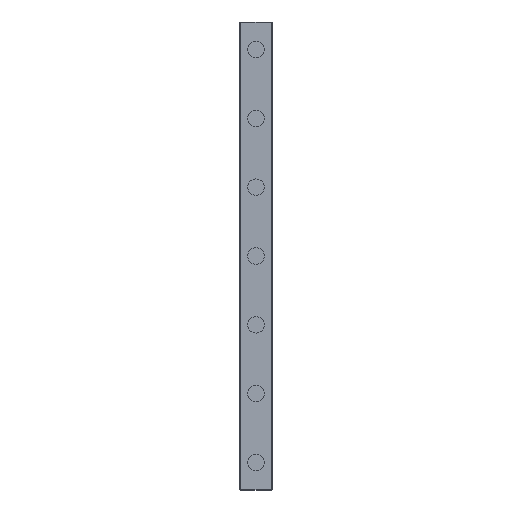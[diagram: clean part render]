
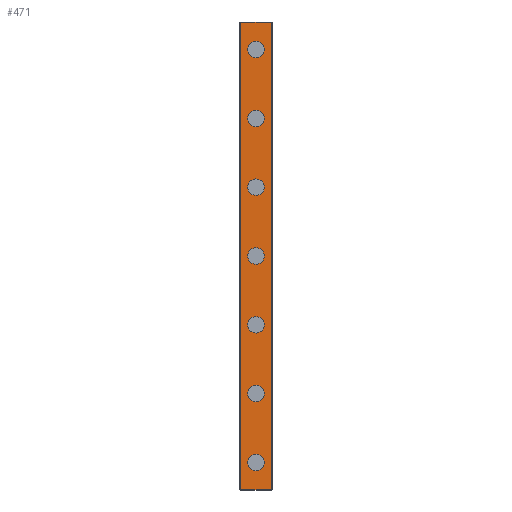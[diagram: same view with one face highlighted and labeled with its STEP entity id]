
A CAD part, top view. The second image highlights one B-rep face of the part: STEP entity #471.
In plain terms, the highlighted planar face has unit normal (0, 0, 1).
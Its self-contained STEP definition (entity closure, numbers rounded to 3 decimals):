
#471=ADVANCED_FACE('',(#967,#968,#969,#970,#971,#972,#973,#974),#975,.T.);
#967=FACE_BOUND('',#1474,.T.);
#968=FACE_BOUND('',#1475,.T.);
#969=FACE_BOUND('',#1476,.T.);
#970=FACE_BOUND('',#1477,.T.);
#971=FACE_BOUND('',#1478,.T.);
#972=FACE_BOUND('',#1479,.T.);
#973=FACE_BOUND('',#1480,.T.);
#974=FACE_OUTER_BOUND('',#1481,.T.);
#975=PLANE('',#1482);
#1474=EDGE_LOOP('',(#2817,#2818));
#1475=EDGE_LOOP('',(#2819,#2820));
#1476=EDGE_LOOP('',(#2821,#2822));
#1477=EDGE_LOOP('',(#2823,#2824));
#1478=EDGE_LOOP('',(#2825,#2826));
#1479=EDGE_LOOP('',(#2827,#2828));
#1480=EDGE_LOOP('',(#2829,#2830));
#1481=EDGE_LOOP('',(#2831,#2832,#2833,#2834));
#1482=AXIS2_PLACEMENT_3D('',#2835,#2836,#2837);
#2817=ORIENTED_EDGE('',*,*,#3020,.T.);
#2818=ORIENTED_EDGE('',*,*,#3399,.T.);
#2819=ORIENTED_EDGE('',*,*,#3010,.T.);
#2820=ORIENTED_EDGE('',*,*,#3405,.T.);
#2821=ORIENTED_EDGE('',*,*,#3000,.T.);
#2822=ORIENTED_EDGE('',*,*,#3411,.T.);
#2823=ORIENTED_EDGE('',*,*,#2990,.T.);
#2824=ORIENTED_EDGE('',*,*,#3417,.T.);
#2825=ORIENTED_EDGE('',*,*,#2980,.T.);
#2826=ORIENTED_EDGE('',*,*,#3423,.T.);
#2827=ORIENTED_EDGE('',*,*,#2970,.T.);
#2828=ORIENTED_EDGE('',*,*,#3429,.T.);
#2829=ORIENTED_EDGE('',*,*,#2960,.T.);
#2830=ORIENTED_EDGE('',*,*,#3435,.T.);
#2831=ORIENTED_EDGE('',*,*,#3384,.T.);
#2832=ORIENTED_EDGE('',*,*,#3469,.F.);
#2833=ORIENTED_EDGE('',*,*,#3270,.T.);
#2834=ORIENTED_EDGE('',*,*,#3467,.T.);
#2835=CARTESIAN_POINT('',(0.0,170.0,8.0));
#2836=DIRECTION('',(0.0,0.0,1.0));
#2837=DIRECTION('',(-1.0,0.0,0.0));
#2960=EDGE_CURVE('',#3526,#3523,#3527,.T.);
#2970=EDGE_CURVE('',#3544,#3541,#3545,.T.);
#2980=EDGE_CURVE('',#3562,#3559,#3563,.T.);
#2990=EDGE_CURVE('',#3580,#3577,#3581,.T.);
#3000=EDGE_CURVE('',#3598,#3595,#3599,.T.);
#3010=EDGE_CURVE('',#3616,#3613,#3617,.T.);
#3020=EDGE_CURVE('',#3634,#3631,#3635,.T.);
#3270=EDGE_CURVE('',#4005,#4003,#4006,.T.);
#3384=EDGE_CURVE('',#4186,#4184,#4187,.T.);
#3399=EDGE_CURVE('',#3631,#3634,#4213,.T.);
#3405=EDGE_CURVE('',#3613,#3616,#4219,.T.);
#3411=EDGE_CURVE('',#3595,#3598,#4225,.T.);
#3417=EDGE_CURVE('',#3577,#3580,#4231,.T.);
#3423=EDGE_CURVE('',#3559,#3562,#4237,.T.);
#3429=EDGE_CURVE('',#3541,#3544,#4243,.T.);
#3435=EDGE_CURVE('',#3523,#3526,#4249,.T.);
#3467=EDGE_CURVE('',#4003,#4186,#4281,.T.);
#3469=EDGE_CURVE('',#4005,#4184,#4283,.T.);
#3523=VERTEX_POINT('',#4343);
#3526=VERTEX_POINT('',#4347);
#3527=CIRCLE('',#4348,3.0);
#3541=VERTEX_POINT('',#4365);
#3544=VERTEX_POINT('',#4369);
#3545=CIRCLE('',#4370,3.0);
#3559=VERTEX_POINT('',#4387);
#3562=VERTEX_POINT('',#4391);
#3563=CIRCLE('',#4392,3.0);
#3577=VERTEX_POINT('',#4409);
#3580=VERTEX_POINT('',#4413);
#3581=CIRCLE('',#4414,3.0);
#3595=VERTEX_POINT('',#4431);
#3598=VERTEX_POINT('',#4435);
#3599=CIRCLE('',#4436,3.0);
#3613=VERTEX_POINT('',#4453);
#3616=VERTEX_POINT('',#4457);
#3617=CIRCLE('',#4458,3.0);
#3631=VERTEX_POINT('',#4475);
#3634=VERTEX_POINT('',#4479);
#3635=CIRCLE('',#4480,3.0);
#4003=VERTEX_POINT('',#4984);
#4005=VERTEX_POINT('',#4987);
#4006=LINE('',#4988,#4989);
#4184=VERTEX_POINT('',#5241);
#4186=VERTEX_POINT('',#5244);
#4187=LINE('',#5245,#5246);
#4213=CIRCLE('',#5278,3.0);
#4219=CIRCLE('',#5284,3.0);
#4225=CIRCLE('',#5290,3.0);
#4231=CIRCLE('',#5296,3.0);
#4237=CIRCLE('',#5302,3.0);
#4243=CIRCLE('',#5308,3.0);
#4249=CIRCLE('',#5314,3.0);
#4281=LINE('',#5359,#5360);
#4283=LINE('',#5362,#5363);
#4343=CARTESIAN_POINT('',(3.0,10.0,8.0));
#4347=CARTESIAN_POINT('',(-3.0,10.0,8.0));
#4348=AXIS2_PLACEMENT_3D('',#5425,#5426,#5427);
#4365=CARTESIAN_POINT('',(3.0,35.0,8.0));
#4369=CARTESIAN_POINT('',(-3.0,35.0,8.0));
#4370=AXIS2_PLACEMENT_3D('',#5441,#5442,#5443);
#4387=CARTESIAN_POINT('',(3.0,60.0,8.0));
#4391=CARTESIAN_POINT('',(-3.0,60.0,8.0));
#4392=AXIS2_PLACEMENT_3D('',#5457,#5458,#5459);
#4409=CARTESIAN_POINT('',(3.0,85.0,8.0));
#4413=CARTESIAN_POINT('',(-3.0,85.0,8.0));
#4414=AXIS2_PLACEMENT_3D('',#5473,#5474,#5475);
#4431=CARTESIAN_POINT('',(3.0,110.0,8.0));
#4435=CARTESIAN_POINT('',(-3.0,110.0,8.0));
#4436=AXIS2_PLACEMENT_3D('',#5489,#5490,#5491);
#4453=CARTESIAN_POINT('',(3.0,135.0,8.0));
#4457=CARTESIAN_POINT('',(-3.0,135.0,8.0));
#4458=AXIS2_PLACEMENT_3D('',#5505,#5506,#5507);
#4475=CARTESIAN_POINT('',(3.0,160.0,8.0));
#4479=CARTESIAN_POINT('',(-3.0,160.0,8.0));
#4480=AXIS2_PLACEMENT_3D('',#5521,#5522,#5523);
#4984=CARTESIAN_POINT('',(-5.5,170.0,8.0));
#4987=CARTESIAN_POINT('',(5.5,170.0,8.0));
#4988=CARTESIAN_POINT('',(5.5,170.0,8.0));
#4989=VECTOR('',#5790,1.0);
#5241=CARTESIAN_POINT('',(5.5,0.0,8.0));
#5244=CARTESIAN_POINT('',(-5.5,0.0,8.0));
#5245=CARTESIAN_POINT('',(5.5,0.0,8.0));
#5246=VECTOR('',#5908,1.0);
#5278=AXIS2_PLACEMENT_3D('',#5936,#5937,#5938);
#5284=AXIS2_PLACEMENT_3D('',#5945,#5946,#5947);
#5290=AXIS2_PLACEMENT_3D('',#5954,#5955,#5956);
#5296=AXIS2_PLACEMENT_3D('',#5963,#5964,#5965);
#5302=AXIS2_PLACEMENT_3D('',#5972,#5973,#5974);
#5308=AXIS2_PLACEMENT_3D('',#5981,#5982,#5983);
#5314=AXIS2_PLACEMENT_3D('',#5990,#5991,#5992);
#5359=CARTESIAN_POINT('',(-5.5,170.0,8.0));
#5360=VECTOR('',#6012,1.0);
#5362=CARTESIAN_POINT('',(5.5,170.0,8.0));
#5363=VECTOR('',#6013,1.0);
#5425=CARTESIAN_POINT('',(0.0,10.0,8.0));
#5426=DIRECTION('',(0.0,0.0,-1.0));
#5427=DIRECTION('',(1.0,0.0,0.0));
#5441=CARTESIAN_POINT('',(0.0,35.0,8.0));
#5442=DIRECTION('',(0.0,0.0,-1.0));
#5443=DIRECTION('',(1.0,0.0,0.0));
#5457=CARTESIAN_POINT('',(0.0,60.0,8.0));
#5458=DIRECTION('',(0.0,0.0,-1.0));
#5459=DIRECTION('',(1.0,0.0,0.0));
#5473=CARTESIAN_POINT('',(0.0,85.0,8.0));
#5474=DIRECTION('',(0.0,0.0,-1.0));
#5475=DIRECTION('',(1.0,0.0,0.0));
#5489=CARTESIAN_POINT('',(0.0,110.0,8.0));
#5490=DIRECTION('',(0.0,0.0,-1.0));
#5491=DIRECTION('',(1.0,0.0,0.0));
#5505=CARTESIAN_POINT('',(0.0,135.0,8.0));
#5506=DIRECTION('',(0.0,0.0,-1.0));
#5507=DIRECTION('',(1.0,0.0,0.0));
#5521=CARTESIAN_POINT('',(0.0,160.0,8.0));
#5522=DIRECTION('',(0.0,0.0,-1.0));
#5523=DIRECTION('',(1.0,0.0,0.0));
#5790=DIRECTION('',(-1.0,0.0,0.0));
#5908=DIRECTION('',(1.0,0.0,0.0));
#5936=CARTESIAN_POINT('',(0.0,160.0,8.0));
#5937=DIRECTION('',(0.0,0.0,-1.0));
#5938=DIRECTION('',(1.0,0.0,0.0));
#5945=CARTESIAN_POINT('',(0.0,135.0,8.0));
#5946=DIRECTION('',(0.0,0.0,-1.0));
#5947=DIRECTION('',(1.0,0.0,0.0));
#5954=CARTESIAN_POINT('',(0.0,110.0,8.0));
#5955=DIRECTION('',(0.0,0.0,-1.0));
#5956=DIRECTION('',(1.0,0.0,0.0));
#5963=CARTESIAN_POINT('',(0.0,85.0,8.0));
#5964=DIRECTION('',(0.0,0.0,-1.0));
#5965=DIRECTION('',(1.0,0.0,0.0));
#5972=CARTESIAN_POINT('',(0.0,60.0,8.0));
#5973=DIRECTION('',(0.0,0.0,-1.0));
#5974=DIRECTION('',(1.0,0.0,0.0));
#5981=CARTESIAN_POINT('',(0.0,35.0,8.0));
#5982=DIRECTION('',(0.0,0.0,-1.0));
#5983=DIRECTION('',(1.0,0.0,0.0));
#5990=CARTESIAN_POINT('',(0.0,10.0,8.0));
#5991=DIRECTION('',(0.0,0.0,-1.0));
#5992=DIRECTION('',(1.0,0.0,0.0));
#6012=DIRECTION('',(0.0,-1.0,0.0));
#6013=DIRECTION('',(0.0,-1.0,0.0));
